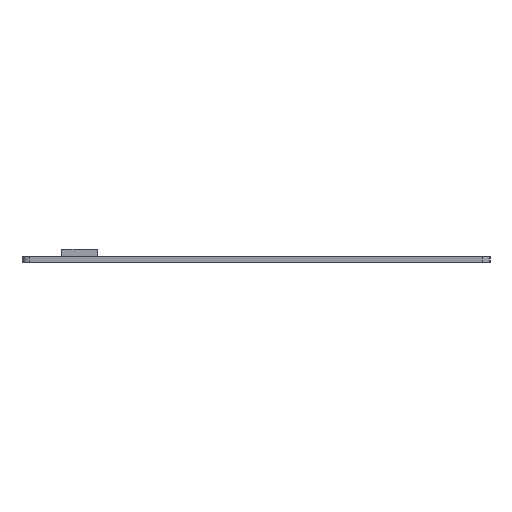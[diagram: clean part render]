
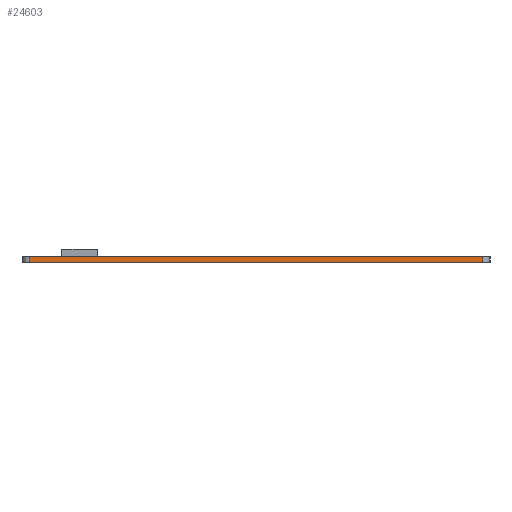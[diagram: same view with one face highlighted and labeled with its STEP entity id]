
A CAD part, left-side view. The second image highlights one B-rep face of the part: STEP entity #24603.
In plain terms, the highlighted planar face has unit normal (-1, 0, 0).
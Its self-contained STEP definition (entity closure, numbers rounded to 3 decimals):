
#2835=PLANE('',#27669);
#3857=FACE_OUTER_BOUND('',#4883,.T.);
#4883=EDGE_LOOP('',(#19601,#19602,#19603,#19604));
#7753=LINE('',#40955,#8883);
#7754=LINE('',#40957,#8884);
#7755=LINE('',#40959,#8885);
#7756=LINE('',#40960,#8886);
#8883=VECTOR('',#34491,10.);
#8884=VECTOR('',#34492,10.);
#8885=VECTOR('',#34493,10.);
#8886=VECTOR('',#34494,10.);
#12787=VERTEX_POINT('',#40953);
#12788=VERTEX_POINT('',#40954);
#12789=VERTEX_POINT('',#40956);
#12790=VERTEX_POINT('',#40958);
#15697=EDGE_CURVE('',#12787,#12788,#7753,.T.);
#15698=EDGE_CURVE('',#12787,#12789,#7754,.T.);
#15699=EDGE_CURVE('',#12790,#12789,#7755,.T.);
#15700=EDGE_CURVE('',#12788,#12790,#7756,.T.);
#19601=ORIENTED_EDGE('',*,*,#15697,.F.);
#19602=ORIENTED_EDGE('',*,*,#15698,.T.);
#19603=ORIENTED_EDGE('',*,*,#15699,.F.);
#19604=ORIENTED_EDGE('',*,*,#15700,.F.);
#24603=ADVANCED_FACE('',(#3857),#2835,.T.);
#27669=AXIS2_PLACEMENT_3D('',#40952,#34489,#34490);
#34489=DIRECTION('center_axis',(-1.,0.,0.));
#34490=DIRECTION('ref_axis',(0.,-1.,0.));
#34491=DIRECTION('',(0.,1.,0.));
#34492=DIRECTION('',(0.,0.,1.));
#34493=DIRECTION('',(0.,-1.,0.));
#34494=DIRECTION('',(0.,0.,1.));
#40952=CARTESIAN_POINT('Origin',(2.5,125.,0.));
#40953=CARTESIAN_POINT('',(2.5,4.,0.));
#40954=CARTESIAN_POINT('',(2.5,125.,0.));
#40955=CARTESIAN_POINT('',(2.5,4.,0.));
#40956=CARTESIAN_POINT('',(2.5,4.,1.57));
#40957=CARTESIAN_POINT('',(2.5,4.,0.));
#40958=CARTESIAN_POINT('',(2.5,125.,1.57));
#40959=CARTESIAN_POINT('',(2.5,4.,1.57));
#40960=CARTESIAN_POINT('',(2.5,125.,0.));
